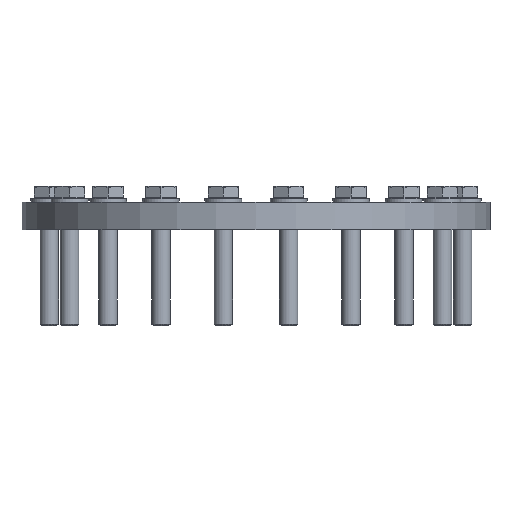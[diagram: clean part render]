
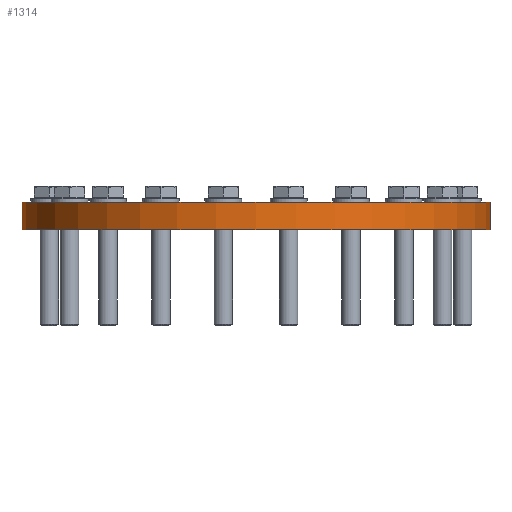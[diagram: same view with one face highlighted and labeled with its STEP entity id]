
A CAD part, front view. The second image highlights one B-rep face of the part: STEP entity #1314.
In plain terms, the highlighted cylindrical face has radius 101.2 mm (diameter 202.4 mm), a partial arc.
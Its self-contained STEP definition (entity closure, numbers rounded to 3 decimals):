
#216 = DIRECTION ( 'NONE',  ( 0., 0., 1. ) ) ;
#677 = VECTOR ( 'NONE', #29854, 1000. ) ;
#787 = CYLINDRICAL_SURFACE ( 'NONE', #13821, 101.2 ) ;
#1314 = ADVANCED_FACE ( 'NONE', ( #23305 ), #787, .T. ) ;
#1364 = AXIS2_PLACEMENT_3D ( 'NONE', #20511, #5413, #23043 ) ;
#2381 = VECTOR ( 'NONE', #216, 1000. ) ;
#2665 = ORIENTED_EDGE ( 'NONE', *, *, #12664, .F. ) ;
#3171 = EDGE_LOOP ( 'NONE', ( #16008, #24597, #2665, #30861 ) ) ;
#5413 = DIRECTION ( 'NONE',  ( 0., 0., 1. ) ) ;
#6046 = CIRCLE ( 'NONE', #19665, 101.2 ) ;
#6081 = CIRCLE ( 'NONE', #1364, 101.2 ) ;
#7226 = CARTESIAN_POINT ( 'NONE',  ( 101.18, -2., 0. ) ) ;
#11112 = CARTESIAN_POINT ( 'NONE',  ( 101.18, -2., 12. ) ) ;
#12664 = EDGE_CURVE ( 'NONE', #29791, #15656, #6081, .T. ) ;
#13487 = CARTESIAN_POINT ( 'NONE',  ( -101.18, -2., 12. ) ) ;
#13821 = AXIS2_PLACEMENT_3D ( 'NONE', #25076, #21642, #28887 ) ;
#14321 = CARTESIAN_POINT ( 'NONE',  ( 0., 0., 0. ) ) ;
#15363 = CARTESIAN_POINT ( 'NONE',  ( -101.18, -2., 0. ) ) ;
#15422 = CARTESIAN_POINT ( 'NONE',  ( 101.18, -2., 0. ) ) ;
#15656 = VERTEX_POINT ( 'NONE', #11112 ) ;
#15817 = LINE ( 'NONE', #15363, #2381 ) ;
#15901 = EDGE_CURVE ( 'NONE', #19526, #29791, #15817, .T. ) ;
#16008 = ORIENTED_EDGE ( 'NONE', *, *, #22181, .T. ) ;
#16828 = DIRECTION ( 'NONE',  ( 1., 0., 0. ) ) ;
#18624 = CARTESIAN_POINT ( 'NONE',  ( -101.18, -2., 0. ) ) ;
#19526 = VERTEX_POINT ( 'NONE', #18624 ) ;
#19665 = AXIS2_PLACEMENT_3D ( 'NONE', #14321, #31969, #16828 ) ;
#20016 = LINE ( 'NONE', #7226, #677 ) ;
#20511 = CARTESIAN_POINT ( 'NONE',  ( 0., 0., 12. ) ) ;
#21642 = DIRECTION ( 'NONE',  ( 0., 0., -1. ) ) ;
#22181 = EDGE_CURVE ( 'NONE', #19526, #24661, #6046, .T. ) ;
#23043 = DIRECTION ( 'NONE',  ( 1., 0., 0. ) ) ;
#23305 = FACE_OUTER_BOUND ( 'NONE', #3171, .T. ) ;
#24597 = ORIENTED_EDGE ( 'NONE', *, *, #27313, .T. ) ;
#24661 = VERTEX_POINT ( 'NONE', #15422 ) ;
#25076 = CARTESIAN_POINT ( 'NONE',  ( 0., 0., 12. ) ) ;
#27313 = EDGE_CURVE ( 'NONE', #24661, #15656, #20016, .T. ) ;
#28887 = DIRECTION ( 'NONE',  ( -1., 0., 0. ) ) ;
#29791 = VERTEX_POINT ( 'NONE', #13487 ) ;
#29854 = DIRECTION ( 'NONE',  ( 0., 0., 1. ) ) ;
#30861 = ORIENTED_EDGE ( 'NONE', *, *, #15901, .F. ) ;
#31969 = DIRECTION ( 'NONE',  ( 0., 0., 1. ) ) ;
